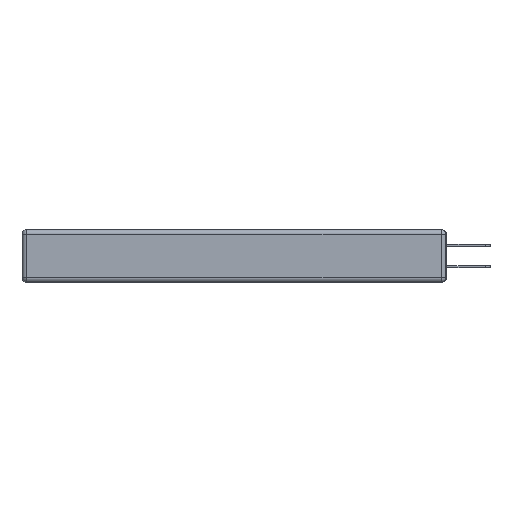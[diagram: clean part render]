
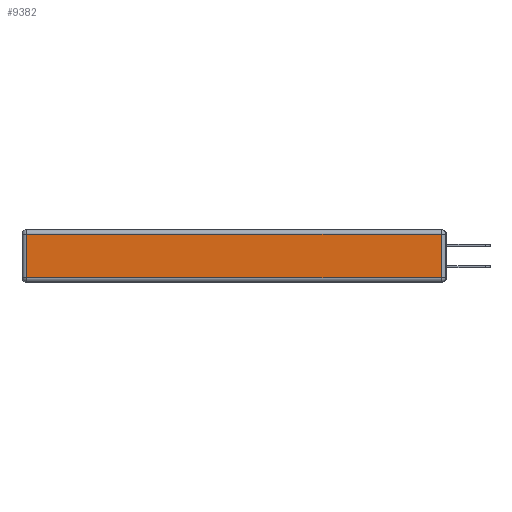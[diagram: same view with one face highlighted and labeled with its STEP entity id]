
A CAD part, left-side view. The second image highlights one B-rep face of the part: STEP entity #9382.
In plain terms, the highlighted planar face has unit normal (-1, 0, 0).
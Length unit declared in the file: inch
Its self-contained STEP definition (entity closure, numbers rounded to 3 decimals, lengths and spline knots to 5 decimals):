
#64 = CARTESIAN_POINT ( 'NONE',  ( 0., 2.72, -0.03 ) ) ;
#340 = EDGE_CURVE ( 'NONE', #11823, #14227, #10374, .T. ) ;
#517 = CARTESIAN_POINT ( 'NONE',  ( 0., 0., -0.313 ) ) ;
#656 = DIRECTION ( 'NONE',  ( 0., 0., 1. ) ) ;
#1254 = VERTEX_POINT ( 'NONE', #2809 ) ;
#1681 = VECTOR ( 'NONE', #14378, 39.37008 ) ;
#1810 = EDGE_CURVE ( 'NONE', #14227, #13796, #11900, .T. ) ;
#1967 = DIRECTION ( 'NONE',  ( 0., 0., 1. ) ) ;
#2439 = CARTESIAN_POINT ( 'NONE',  ( 0., 0.03, -0.313 ) ) ;
#2809 = CARTESIAN_POINT ( 'NONE',  ( 0., 0.03, -0.03 ) ) ;
#3457 = CARTESIAN_POINT ( 'NONE',  ( 0., 0.03, -0.343 ) ) ;
#4090 = VECTOR ( 'NONE', #1967, 39.37008 ) ;
#4107 = LINE ( 'NONE', #5979, #5925 ) ;
#4390 = CARTESIAN_POINT ( 'NONE',  ( 0., 2.72, -0.343 ) ) ;
#4885 = ORIENTED_EDGE ( 'NONE', *, *, #9689, .T. ) ;
#5925 = VECTOR ( 'NONE', #10192, 39.37008 ) ;
#5979 = CARTESIAN_POINT ( 'NONE',  ( 0., 2.75, -0.03 ) ) ;
#7869 = VECTOR ( 'NONE', #10395, 39.37008 ) ;
#9382 = ADVANCED_FACE ( 'NONE', ( #9500 ), #10587, .T. ) ;
#9500 = FACE_OUTER_BOUND ( 'NONE', #9765, .T. ) ;
#9689 = EDGE_CURVE ( 'NONE', #1254, #11823, #4107, .T. ) ;
#9765 = EDGE_LOOP ( 'NONE', ( #12280, #11753, #4885, #13377 ) ) ;
#10192 = DIRECTION ( 'NONE',  ( 0., 1., 0. ) ) ;
#10310 = EDGE_CURVE ( 'NONE', #13796, #1254, #16357, .T. ) ;
#10374 = LINE ( 'NONE', #4390, #1681 ) ;
#10395 = DIRECTION ( 'NONE',  ( 0., -1., 0. ) ) ;
#10587 = PLANE ( 'NONE',  #12178 ) ;
#11753 = ORIENTED_EDGE ( 'NONE', *, *, #10310, .T. ) ;
#11823 = VERTEX_POINT ( 'NONE', #64 ) ;
#11900 = LINE ( 'NONE', #517, #7869 ) ;
#11978 = DIRECTION ( 'NONE',  ( -1., 0., 0. ) ) ;
#12178 = AXIS2_PLACEMENT_3D ( 'NONE', #16359, #11978, #656 ) ;
#12280 = ORIENTED_EDGE ( 'NONE', *, *, #1810, .T. ) ;
#13305 = CARTESIAN_POINT ( 'NONE',  ( 0., 2.72, -0.313 ) ) ;
#13377 = ORIENTED_EDGE ( 'NONE', *, *, #340, .T. ) ;
#13796 = VERTEX_POINT ( 'NONE', #2439 ) ;
#14227 = VERTEX_POINT ( 'NONE', #13305 ) ;
#14378 = DIRECTION ( 'NONE',  ( 0., 0., -1. ) ) ;
#16357 = LINE ( 'NONE', #3457, #4090 ) ;
#16359 = CARTESIAN_POINT ( 'NONE',  ( 0., 0., -0.343 ) ) ;
